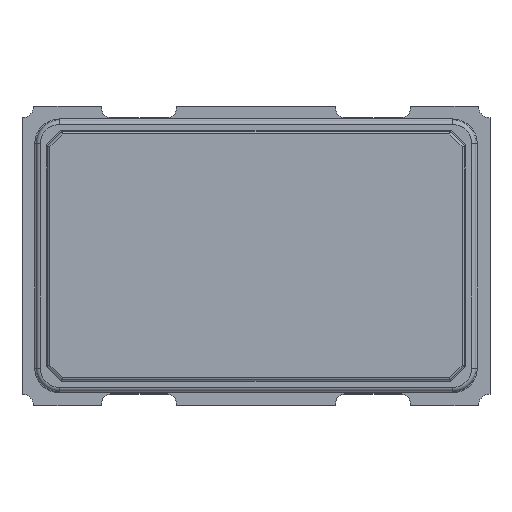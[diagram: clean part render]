
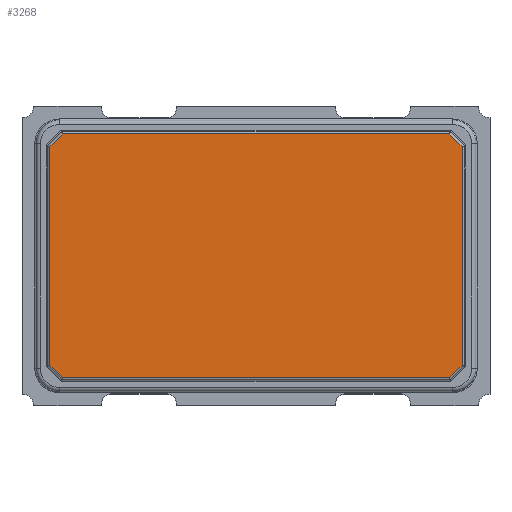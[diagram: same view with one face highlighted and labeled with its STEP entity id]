
A CAD part, top view. The second image highlights one B-rep face of the part: STEP entity #3268.
In plain terms, the highlighted planar face has unit normal (0, 0, 1).
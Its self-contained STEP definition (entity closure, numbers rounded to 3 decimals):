
#3073=VERTEX_POINT('',#3074);
#3074=CARTESIAN_POINT('',(-2.066,1.302,0.64));
#3081=EDGE_CURVE('',#3073,#3082,#3084,.F.);
#3082=VERTEX_POINT('',#3083);
#3083=CARTESIAN_POINT('',(2.066,1.302,0.64));
#3084=LINE('',#3085,#3086);
#3085=CARTESIAN_POINT('',(0.0,1.302,0.64));
#3086=VECTOR('',#3087,1.0);
#3087=DIRECTION('',(-1.0,0.0,0.0));
#3106=VERTEX_POINT('',#3107);
#3107=CARTESIAN_POINT('',(2.202,1.166,0.64));
#3116=EDGE_CURVE('',#3082,#3106,#3117,.F.);
#3117=LINE('',#3118,#3119);
#3118=CARTESIAN_POINT('',(1.684,1.684,0.64));
#3119=VECTOR('',#3120,1.0);
#3120=DIRECTION('',(-0.707,0.707,0.0));
#3131=VERTEX_POINT('',#3132);
#3132=CARTESIAN_POINT('',(2.202,-1.166,0.64));
#3141=EDGE_CURVE('',#3106,#3131,#3142,.F.);
#3142=LINE('',#3143,#3144);
#3143=CARTESIAN_POINT('',(2.202,0.0,0.64));
#3144=VECTOR('',#3145,1.0);
#3145=DIRECTION('',(0.0,1.0,0.0));
#3156=VERTEX_POINT('',#3157);
#3157=CARTESIAN_POINT('',(2.066,-1.302,0.64));
#3166=EDGE_CURVE('',#3131,#3156,#3167,.F.);
#3167=LINE('',#3168,#3169);
#3168=CARTESIAN_POINT('',(1.684,-1.684,0.64));
#3169=VECTOR('',#3170,1.0);
#3170=DIRECTION('',(0.707,0.707,0.0));
#3181=VERTEX_POINT('',#3182);
#3182=CARTESIAN_POINT('',(-2.066,-1.302,0.64));
#3191=EDGE_CURVE('',#3156,#3181,#3192,.F.);
#3192=LINE('',#3193,#3194);
#3193=CARTESIAN_POINT('',(0.0,-1.302,0.64));
#3194=VECTOR('',#3195,1.0);
#3195=DIRECTION('',(1.0,0.0,0.0));
#3206=VERTEX_POINT('',#3207);
#3207=CARTESIAN_POINT('',(-2.202,-1.166,0.64));
#3216=EDGE_CURVE('',#3181,#3206,#3217,.F.);
#3217=LINE('',#3218,#3219);
#3218=CARTESIAN_POINT('',(-1.684,-1.684,0.64));
#3219=VECTOR('',#3220,1.0);
#3220=DIRECTION('',(0.707,-0.707,0.0));
#3231=EDGE_CURVE('',#3206,#3232,#3234,.F.);
#3232=VERTEX_POINT('',#3233);
#3233=CARTESIAN_POINT('',(-2.202,1.166,0.64));
#3234=LINE('',#3235,#3236);
#3235=CARTESIAN_POINT('',(-2.202,0.0,0.64));
#3236=VECTOR('',#3237,1.0);
#3237=DIRECTION('',(0.0,-1.0,0.0));
#3256=EDGE_CURVE('',#3232,#3073,#3257,.F.);
#3257=LINE('',#3258,#3259);
#3258=CARTESIAN_POINT('',(-1.684,1.684,0.64));
#3259=VECTOR('',#3260,1.0);
#3260=DIRECTION('',(-0.707,-0.707,0.0));
#3268=ADVANCED_FACE('',(#3269),#3279,.T.);
#3269=FACE_BOUND('',#3270,.T.);
#3270=EDGE_LOOP('',(#3271,#3272,#3273,#3274,#3275,#3276,#3277,#3278));
#3271=ORIENTED_EDGE('',*,*,#3141,.F.);
#3272=ORIENTED_EDGE('',*,*,#3116,.F.);
#3273=ORIENTED_EDGE('',*,*,#3081,.F.);
#3274=ORIENTED_EDGE('',*,*,#3256,.F.);
#3275=ORIENTED_EDGE('',*,*,#3231,.F.);
#3276=ORIENTED_EDGE('',*,*,#3216,.F.);
#3277=ORIENTED_EDGE('',*,*,#3191,.F.);
#3278=ORIENTED_EDGE('',*,*,#3166,.F.);
#3279=PLANE('',#3280);
#3280=AXIS2_PLACEMENT_3D('',#3281,#3282,#3283);
#3281=CARTESIAN_POINT('',(0.0,0.0,0.64));
#3282=DIRECTION('',(0.0,0.0,1.0));
#3283=DIRECTION('',(1.0,0.0,0.0));
